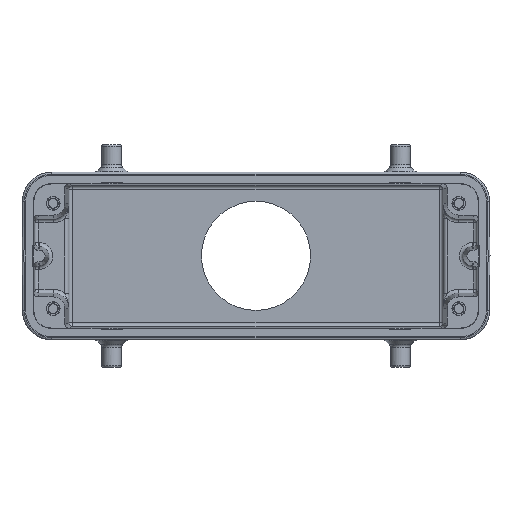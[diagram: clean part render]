
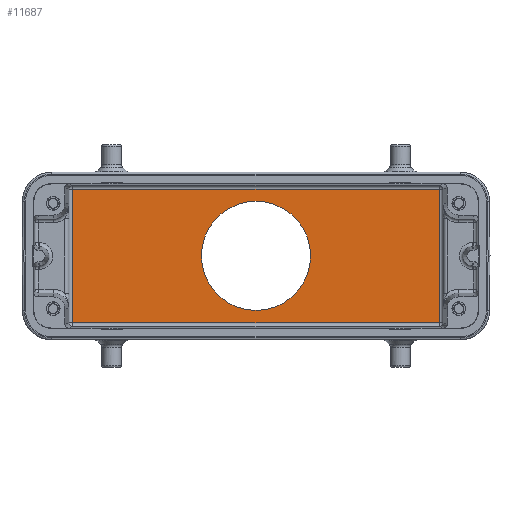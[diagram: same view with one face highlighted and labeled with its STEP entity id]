
A CAD part, front view. The second image highlights one B-rep face of the part: STEP entity #11687.
In plain terms, the highlighted planar face has unit normal (0, -1, 0).
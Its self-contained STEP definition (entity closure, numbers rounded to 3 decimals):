
#739=CARTESIAN_POINT('',(0.,52.,0.049));
#740=DIRECTION('',(0.,1.,0.));
#741=DIRECTION('',(-1.,0.,0.));
#742=AXIS2_PLACEMENT_3D('',#739,#740,#741);
#747=CARTESIAN_POINT('',(0.,52.,0.049));
#748=DIRECTION('',(0.,1.,0.));
#749=DIRECTION('',(1.,0.,0.));
#750=AXIS2_PLACEMENT_3D('',#747,#748,#749);
#755=DIRECTION('',(0.,0.,-1.));
#756=VECTOR('',#755,34.27);
#757=CARTESIAN_POINT('',(-47.,52.,17.135));
#758=LINE('',#757,#756);
#6547=DIRECTION('',(1.,0.,0.));
#6548=VECTOR('',#6547,94.);
#6549=CARTESIAN_POINT('',(-47.,52.,-17.135));
#6550=LINE('',#6549,#6548);
#6592=DIRECTION('',(0.,0.,1.));
#6593=VECTOR('',#6592,34.27);
#6594=CARTESIAN_POINT('',(47.,52.,-17.135));
#6595=LINE('',#6594,#6593);
#6630=DIRECTION('',(-1.,0.,0.));
#6631=VECTOR('',#6630,94.);
#6632=CARTESIAN_POINT('',(47.,52.,17.135));
#6633=LINE('',#6632,#6631);
#9700=CARTESIAN_POINT('',(-47.,52.,17.135));
#9701=CARTESIAN_POINT('',(-47.,52.,-17.135));
#9702=VERTEX_POINT('',#9700);
#9703=VERTEX_POINT('',#9701);
#9704=CARTESIAN_POINT('',(47.,52.,17.135));
#9705=VERTEX_POINT('',#9704);
#9706=CARTESIAN_POINT('',(47.,52.,-17.135));
#9707=VERTEX_POINT('',#9706);
#10970=CARTESIAN_POINT('',(-14.,52.,0.049));
#10971=CARTESIAN_POINT('',(14.,52.,0.049));
#10972=VERTEX_POINT('',#10970);
#10973=VERTEX_POINT('',#10971);
#11667=CARTESIAN_POINT('',(57.,52.,-18.5));
#11668=DIRECTION('',(0.,1.,0.));
#11669=DIRECTION('',(1.,0.,0.));
#11670=AXIS2_PLACEMENT_3D('',#11667,#11668,#11669);
#11671=PLANE('',#11670);
#11673=ORIENTED_EDGE('',*,*,#11672,.F.);
#11675=ORIENTED_EDGE('',*,*,#11674,.F.);
#11677=ORIENTED_EDGE('',*,*,#11676,.F.);
#11679=ORIENTED_EDGE('',*,*,#11678,.F.);
#11680=EDGE_LOOP('',(#11673,#11675,#11677,#11679));
#11681=FACE_OUTER_BOUND('',#11680,.F.);
#11682=ORIENTED_EDGE('',*,*,#11657,.F.);
#11684=ORIENTED_EDGE('',*,*,#11683,.F.);
#11685=EDGE_LOOP('',(#11682,#11684));
#11686=FACE_BOUND('',#11685,.F.);
#743=CIRCLE('',#742,14.);
#751=CIRCLE('',#750,14.);
#11657=EDGE_CURVE('',#10972,#10973,#743,.T.);
#11672=EDGE_CURVE('',#9702,#9703,#758,.T.);
#11674=EDGE_CURVE('',#9705,#9702,#6633,.T.);
#11676=EDGE_CURVE('',#9707,#9705,#6595,.T.);
#11678=EDGE_CURVE('',#9703,#9707,#6550,.T.);
#11683=EDGE_CURVE('',#10973,#10972,#751,.T.);
#11687=ADVANCED_FACE('',(#11681,#11686),#11671,.F.);
